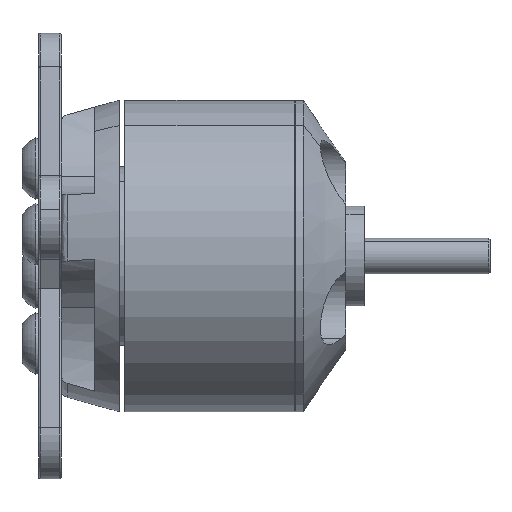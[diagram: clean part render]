
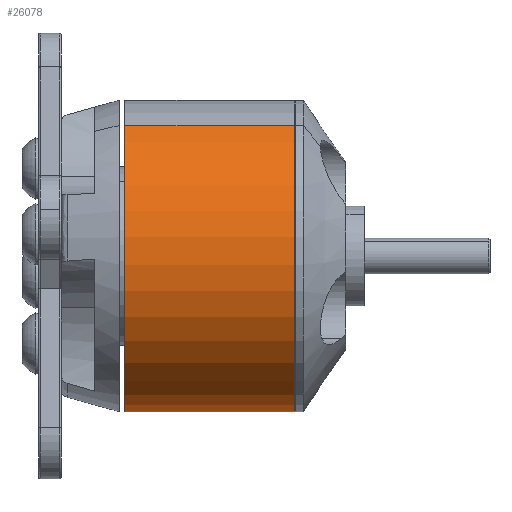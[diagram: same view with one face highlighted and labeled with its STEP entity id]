
A CAD part, left-side view. The second image highlights one B-rep face of the part: STEP entity #26078.
In plain terms, the highlighted cylindrical face has radius 13.95 mm (diameter 27.9 mm), a partial arc.
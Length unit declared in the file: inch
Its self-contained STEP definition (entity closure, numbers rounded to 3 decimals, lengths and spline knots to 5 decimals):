
#742 = DIRECTION ( 'NONE',  ( 0., 1., 0. ) ) ;
#999 = ORIENTED_EDGE ( 'NONE', *, *, #10285, .F. ) ;
#1496 = VECTOR ( 'NONE', #17611, 39.37008 ) ;
#3594 = CARTESIAN_POINT ( 'NONE',  ( 1.51748, 0.31451, 0.49335 ) ) ;
#3836 = AXIS2_PLACEMENT_3D ( 'NONE', #3594, #8306, #15682 ) ;
#4678 = CARTESIAN_POINT ( 'NONE',  ( 1.51748, 0.02733, 0.49335 ) ) ;
#6160 = VERTEX_POINT ( 'NONE', #8947 ) ;
#6633 = CARTESIAN_POINT ( 'NONE',  ( 1.81787, 0.31451, 0.03356 ) ) ;
#6910 = CYLINDRICAL_SURFACE ( 'NONE', #3836, 0.54921 ) ;
#6919 = LINE ( 'NONE', #6633, #11146 ) ;
#7070 = DIRECTION ( 'NONE',  ( -0.547, 0., 0.837 ) ) ;
#7705 = EDGE_CURVE ( 'NONE', #16496, #6160, #27384, .T. ) ;
#8306 = DIRECTION ( 'NONE',  ( 0., 1., 0. ) ) ;
#8847 = ORIENTED_EDGE ( 'NONE', *, *, #7705, .T. ) ;
#8947 = CARTESIAN_POINT ( 'NONE',  ( 1.21709, -0.57183, 0.95313 ) ) ;
#9427 = EDGE_LOOP ( 'NONE', ( #999, #8847, #13879, #23760 ) ) ;
#9941 = FACE_OUTER_BOUND ( 'NONE', #9427, .T. ) ;
#10285 = EDGE_CURVE ( 'NONE', #16496, #16375, #6919, .T. ) ;
#11146 = VECTOR ( 'NONE', #25890, 39.37008 ) ;
#11750 = AXIS2_PLACEMENT_3D ( 'NONE', #15117, #742, #17561 ) ;
#13101 = EDGE_CURVE ( 'NONE', #6160, #13802, #27068, .T. ) ;
#13260 = AXIS2_PLACEMENT_3D ( 'NONE', #4678, #21503, #7070 ) ;
#13802 = VERTEX_POINT ( 'NONE', #17912 ) ;
#13879 = ORIENTED_EDGE ( 'NONE', *, *, #13101, .T. ) ;
#15117 = CARTESIAN_POINT ( 'NONE',  ( 1.51748, -0.57183, 0.49335 ) ) ;
#15682 = DIRECTION ( 'NONE',  ( -0.547, 0., 0.837 ) ) ;
#16375 = VERTEX_POINT ( 'NONE', #24199 ) ;
#16496 = VERTEX_POINT ( 'NONE', #29754 ) ;
#17517 = CARTESIAN_POINT ( 'NONE',  ( 1.21709, 0.31451, 0.95313 ) ) ;
#17561 = DIRECTION ( 'NONE',  ( -0.547, 0., 0.837 ) ) ;
#17611 = DIRECTION ( 'NONE',  ( 0., 1., 0. ) ) ;
#17912 = CARTESIAN_POINT ( 'NONE',  ( 1.21709, 0.02733, 0.95313 ) ) ;
#20958 = CIRCLE ( 'NONE', #13260, 0.54921 ) ;
#21503 = DIRECTION ( 'NONE',  ( 0., 1., 0. ) ) ;
#23760 = ORIENTED_EDGE ( 'NONE', *, *, #25250, .F. ) ;
#24199 = CARTESIAN_POINT ( 'NONE',  ( 1.81787, 0.02733, 0.03356 ) ) ;
#25250 = EDGE_CURVE ( 'NONE', #16375, #13802, #20958, .T. ) ;
#25890 = DIRECTION ( 'NONE',  ( 0., 1., 0. ) ) ;
#26078 = ADVANCED_FACE ( 'NONE', ( #9941 ), #6910, .T. ) ;
#27068 = LINE ( 'NONE', #17517, #1496 ) ;
#27384 = CIRCLE ( 'NONE', #11750, 0.54921 ) ;
#29754 = CARTESIAN_POINT ( 'NONE',  ( 1.81787, -0.57183, 0.03356 ) ) ;
